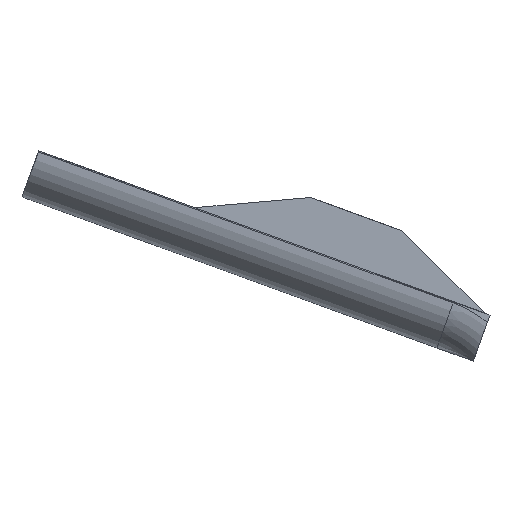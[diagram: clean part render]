
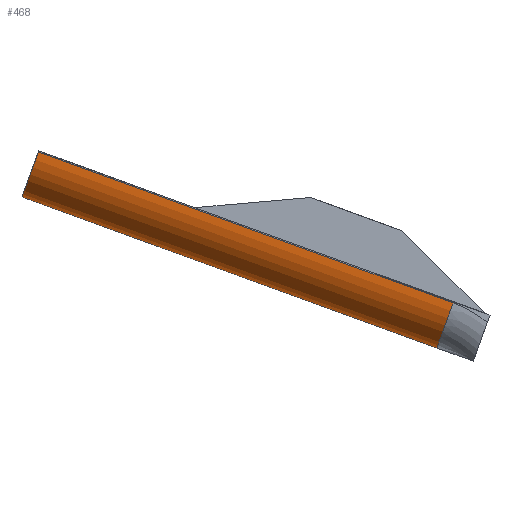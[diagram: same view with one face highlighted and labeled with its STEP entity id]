
A CAD part, front view. The second image highlights one B-rep face of the part: STEP entity #468.
In plain terms, the highlighted cylindrical face has radius 3.9 mm (diameter 7.8 mm), a partial arc.
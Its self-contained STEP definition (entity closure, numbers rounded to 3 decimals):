
#24 = VERTEX_POINT('',#25);
#25 = CARTESIAN_POINT('',(-41.354,-10.653,45.371
    ));
#32 = PLANE('',#33);
#33 = AXIS2_PLACEMENT_3D('',#34,#35,#36);
#34 = CARTESIAN_POINT('',(-39.952,39.523,
    49.224));
#35 = DIRECTION('',(-0.94,0.,0.342));
#36 = DIRECTION('',(0.,-1.,0.));
#44 = PLANE('',#45);
#45 = AXIS2_PLACEMENT_3D('',#46,#47,#48);
#46 = CARTESIAN_POINT('',(-17.706,-10.653,
    30.206));
#47 = DIRECTION('',(0.,-1.,0.));
#48 = DIRECTION('',(0.,0.,-1.));
#415 = VERTEX_POINT('',#416);
#416 = CARTESIAN_POINT('',(-42.688,-6.753,
    41.706));
#430 = PLANE('',#431);
#431 = AXIS2_PLACEMENT_3D('',#432,#433,#434);
#432 = CARTESIAN_POINT('',(-23.984,14.845,
    34.898));
#433 = DIRECTION('',(-0.342,0.,-0.94)
  );
#434 = DIRECTION('',(-0.94,0.,0.342));
#442 = EDGE_CURVE('',#415,#24,#443,.T.);
#443 = SURFACE_CURVE('',#444,(#449,#456),.PCURVE_S1.);
#444 = CIRCLE('',#445,3.9);
#445 = AXIS2_PLACEMENT_3D('',#446,#447,#448);
#446 = CARTESIAN_POINT('',(-41.354,-6.753,
    45.371));
#447 = DIRECTION('',(-0.94,0.,0.342));
#448 = DIRECTION('',(0.,-1.,0.));
#449 = PCURVE('',#32,#450);
#450 = DEFINITIONAL_REPRESENTATION('',(#451),#455);
#451 = CIRCLE('',#452,3.9);
#452 = AXIS2_PLACEMENT_2D('',#453,#454);
#453 = CARTESIAN_POINT('',(46.276,-4.1));
#454 = DIRECTION('',(1.,0.));
#455 = ( GEOMETRIC_REPRESENTATION_CONTEXT(2) 
PARAMETRIC_REPRESENTATION_CONTEXT() REPRESENTATION_CONTEXT('2D SPACE',''
  ) );
#456 = PCURVE('',#457,#462);
#457 = CYLINDRICAL_SURFACE('',#458,3.9);
#458 = AXIS2_PLACEMENT_3D('',#459,#460,#461);
#459 = CARTESIAN_POINT('',(-7.566,-6.753,
    33.073));
#460 = DIRECTION('',(-0.94,0.,0.342));
#461 = DIRECTION('',(-0.342,0.,-0.94));
#462 = DEFINITIONAL_REPRESENTATION('',(#463),#467);
#463 = LINE('',#464,#465);
#464 = CARTESIAN_POINT('',(-4.712,35.956));
#465 = VECTOR('',#466,1.);
#466 = DIRECTION('',(1.,0.));
#467 = ( GEOMETRIC_REPRESENTATION_CONTEXT(2) 
PARAMETRIC_REPRESENTATION_CONTEXT() REPRESENTATION_CONTEXT('2D SPACE',''
  ) );
#468 = ADVANCED_FACE('',(#469),#457,.T.);
#469 = FACE_BOUND('',#470,.T.);
#470 = EDGE_LOOP('',(#471,#502,#523,#524));
#471 = ORIENTED_EDGE('',*,*,#472,.T.);
#472 = EDGE_CURVE('',#473,#475,#477,.T.);
#473 = VERTEX_POINT('',#474);
#474 = CARTESIAN_POINT('',(-8.9,-6.753,
    29.408));
#475 = VERTEX_POINT('',#476);
#476 = CARTESIAN_POINT('',(-7.566,-10.653,
    33.073));
#477 = SURFACE_CURVE('',#478,(#483,#490),.PCURVE_S1.);
#478 = CIRCLE('',#479,3.9);
#479 = AXIS2_PLACEMENT_3D('',#480,#481,#482);
#480 = CARTESIAN_POINT('',(-7.566,-6.753,
    33.073));
#481 = DIRECTION('',(-0.94,0.,0.342));
#482 = DIRECTION('',(0.342,0.,0.94));
#483 = PCURVE('',#457,#484);
#484 = DEFINITIONAL_REPRESENTATION('',(#485),#489);
#485 = LINE('',#486,#487);
#486 = CARTESIAN_POINT('',(-3.142,0.));
#487 = VECTOR('',#488,1.);
#488 = DIRECTION('',(1.,0.));
#489 = ( GEOMETRIC_REPRESENTATION_CONTEXT(2) 
PARAMETRIC_REPRESENTATION_CONTEXT() REPRESENTATION_CONTEXT('2D SPACE',''
  ) );
#490 = PCURVE('',#491,#496);
#491 = TOROIDAL_SURFACE('',#492,9.491,3.9);
#492 = AXIS2_PLACEMENT_3D('',#493,#494,#495);
#493 = CARTESIAN_POINT('',(-10.812,-6.753,
    24.155));
#494 = DIRECTION('',(0.,1.,0.));
#495 = DIRECTION('',(1.,0.,0.));
#496 = DEFINITIONAL_REPRESENTATION('',(#497),#501);
#497 = LINE('',#498,#499);
#498 = CARTESIAN_POINT('',(-1.222,0.));
#499 = VECTOR('',#500,1.);
#500 = DIRECTION('',(-0.,1.));
#501 = ( GEOMETRIC_REPRESENTATION_CONTEXT(2) 
PARAMETRIC_REPRESENTATION_CONTEXT() REPRESENTATION_CONTEXT('2D SPACE',''
  ) );
#502 = ORIENTED_EDGE('',*,*,#503,.T.);
#503 = EDGE_CURVE('',#475,#24,#504,.T.);
#504 = SURFACE_CURVE('',#505,(#509,#516),.PCURVE_S1.);
#505 = LINE('',#506,#507);
#506 = CARTESIAN_POINT('',(-7.566,-10.653,
    33.073));
#507 = VECTOR('',#508,1.);
#508 = DIRECTION('',(-0.94,0.,0.342));
#509 = PCURVE('',#457,#510);
#510 = DEFINITIONAL_REPRESENTATION('',(#511),#515);
#511 = LINE('',#512,#513);
#512 = CARTESIAN_POINT('',(1.571,0.));
#513 = VECTOR('',#514,1.);
#514 = DIRECTION('',(0.,1.));
#515 = ( GEOMETRIC_REPRESENTATION_CONTEXT(2) 
PARAMETRIC_REPRESENTATION_CONTEXT() REPRESENTATION_CONTEXT('2D SPACE',''
  ) );
#516 = PCURVE('',#44,#517);
#517 = DEFINITIONAL_REPRESENTATION('',(#518),#522);
#518 = LINE('',#519,#520);
#519 = CARTESIAN_POINT('',(-2.867,10.14));
#520 = VECTOR('',#521,1.);
#521 = DIRECTION('',(-0.342,-0.94));
#522 = ( GEOMETRIC_REPRESENTATION_CONTEXT(2) 
PARAMETRIC_REPRESENTATION_CONTEXT() REPRESENTATION_CONTEXT('2D SPACE',''
  ) );
#523 = ORIENTED_EDGE('',*,*,#442,.F.);
#524 = ORIENTED_EDGE('',*,*,#525,.F.);
#525 = EDGE_CURVE('',#473,#415,#526,.T.);
#526 = SURFACE_CURVE('',#527,(#531,#538),.PCURVE_S1.);
#527 = LINE('',#528,#529);
#528 = CARTESIAN_POINT('',(-8.9,-6.753,
    29.408));
#529 = VECTOR('',#530,1.);
#530 = DIRECTION('',(-0.94,0.,0.342));
#531 = PCURVE('',#457,#532);
#532 = DEFINITIONAL_REPRESENTATION('',(#533),#537);
#533 = LINE('',#534,#535);
#534 = CARTESIAN_POINT('',(0.,0.));
#535 = VECTOR('',#536,1.);
#536 = DIRECTION('',(0.,1.));
#537 = ( GEOMETRIC_REPRESENTATION_CONTEXT(2) 
PARAMETRIC_REPRESENTATION_CONTEXT() REPRESENTATION_CONTEXT('2D SPACE',''
  ) );
#538 = PCURVE('',#430,#539);
#539 = DEFINITIONAL_REPRESENTATION('',(#540),#544);
#540 = LINE('',#541,#542);
#541 = CARTESIAN_POINT('',(-16.052,-21.598));
#542 = VECTOR('',#543,1.);
#543 = DIRECTION('',(1.,0.));
#544 = ( GEOMETRIC_REPRESENTATION_CONTEXT(2) 
PARAMETRIC_REPRESENTATION_CONTEXT() REPRESENTATION_CONTEXT('2D SPACE',''
  ) );
